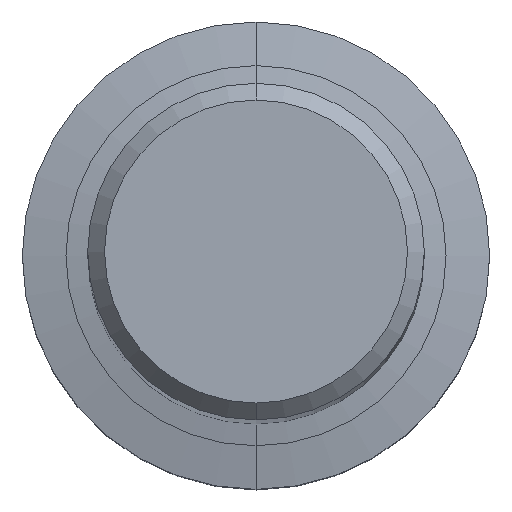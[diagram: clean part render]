
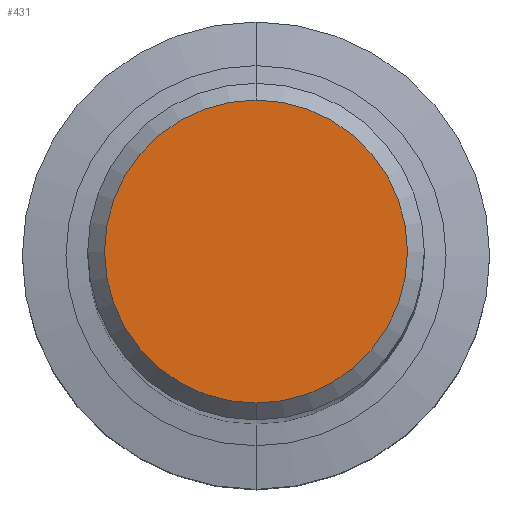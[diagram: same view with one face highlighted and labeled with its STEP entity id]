
A CAD part, top view. The second image highlights one B-rep face of the part: STEP entity #431.
In plain terms, the highlighted planar face has unit normal (0, 0, 1).
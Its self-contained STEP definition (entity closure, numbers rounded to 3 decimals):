
#259=EDGE_CURVE('',#495,#303,#622,.T.);
#303=VERTEX_POINT('',#670);
#431=ADVANCED_FACE('',(#811),#812,.T.);
#447=EDGE_CURVE('',#303,#495,#829,.T.);
#495=VERTEX_POINT('',#883);
#622=CIRCLE('',#1081,5.4);
#670=CARTESIAN_POINT('',(0.0,5.4,0.0));
#811=FACE_OUTER_BOUND('',#1495,.T.);
#812=PLANE('',#1496);
#829=CIRCLE('',#1521,5.4);
#883=CARTESIAN_POINT('',(0.,-5.4,0.0));
#1081=AXIS2_PLACEMENT_3D('',#1785,#1786,#1787);
#1495=EDGE_LOOP('',(#1985,#1986));
#1496=AXIS2_PLACEMENT_3D('',#1987,#1988,#1989);
#1521=AXIS2_PLACEMENT_3D('',#2004,#2005,#2006);
#1785=CARTESIAN_POINT('',(0.0,0.0,0.0));
#1786=DIRECTION('',(0.0,0.0,-1.0));
#1787=DIRECTION('',(0.0,1.0,0.0));
#1985=ORIENTED_EDGE('',*,*,#447,.F.);
#1986=ORIENTED_EDGE('',*,*,#259,.F.);
#1987=CARTESIAN_POINT('',(0.0,2.7,0.0));
#1988=DIRECTION('',(-0.0,0.0,1.0));
#1989=DIRECTION('',(0.0,-1.0,0.0));
#2004=CARTESIAN_POINT('',(0.0,0.0,0.0));
#2005=DIRECTION('',(0.0,0.0,-1.0));
#2006=DIRECTION('',(0.0,1.0,0.0));
